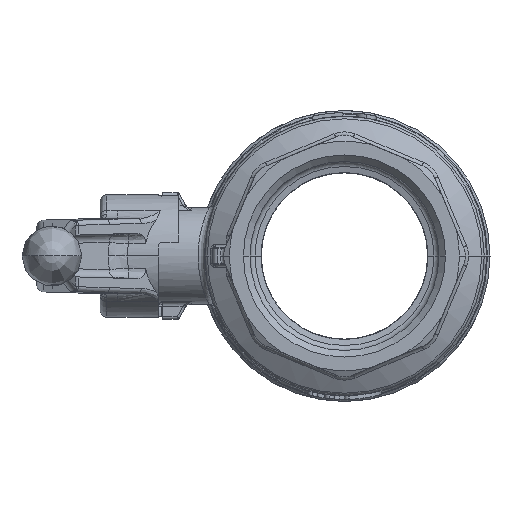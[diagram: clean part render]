
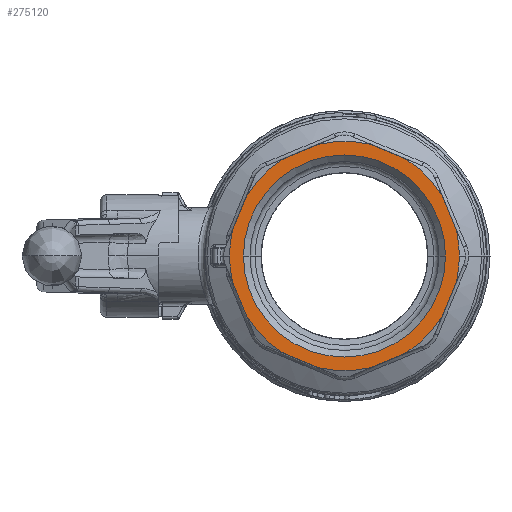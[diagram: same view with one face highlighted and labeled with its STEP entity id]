
A CAD part, left-side view. The second image highlights one B-rep face of the part: STEP entity #275120.
In plain terms, the highlighted planar face has unit normal (-1, 0, 0).
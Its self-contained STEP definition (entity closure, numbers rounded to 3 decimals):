
#265990=CARTESIAN_POINT('',(-64.88,-29.333,-18.162))
;
#266000=VERTEX_POINT('',#265990);
#266030=CARTESIAN_POINT('',(-64.88,-35.825,-2.487))
;
#266040=DIRECTION('',(0.,0.383,
-0.924));
#266050=VECTOR('',#266040,1000.);
#266060=LINE('',#266030,#266050);
#266070=CARTESIAN_POINT('',(-64.88,-33.584,-7.899))
;
#266080=VERTEX_POINT('',#266070);
#266090=EDGE_CURVE('',#266080,#266000,#266060,.T.);
#266760=CARTESIAN_POINT('',(-64.88,-33.584,7.899));
#266770=VERTEX_POINT('',#266760);
#266800=CARTESIAN_POINT('',(-64.88,-27.091,23.573));
#266810=DIRECTION('',(0.,-0.383,
-0.924));
#266820=VECTOR('',#266810,1000.);
#266830=LINE('',#266800,#266820);
#266840=CARTESIAN_POINT('',(-64.88,-29.333,18.162));
#266850=VERTEX_POINT('',#266840);
#266860=EDGE_CURVE('',#266850,#266770,#266830,.T.);
#267490=CARTESIAN_POINT('',(-64.88,-18.162,29.333));
#267500=VERTEX_POINT('',#267490);
#267530=CARTESIAN_POINT('',(-64.88,-2.487,35.825));
#267540=DIRECTION('',(0.,-0.924,
-0.383));
#267550=VECTOR('',#267540,1000.);
#267560=LINE('',#267530,#267550);
#267570=CARTESIAN_POINT('',(-64.88,-7.899,33.584));
#267580=VERTEX_POINT('',#267570);
#267590=EDGE_CURVE('',#267580,#267500,#267560,.T.);
#268380=CARTESIAN_POINT('',(-64.88,7.899,33.584));
#268390=VERTEX_POINT('',#268380);
#268420=CARTESIAN_POINT('',(-64.88,23.573,27.091));
#268430=DIRECTION('',(0.,-0.924,
0.383));
#268440=VECTOR('',#268430,1000.);
#268450=LINE('',#268420,#268440);
#268460=CARTESIAN_POINT('',(-64.88,18.162,29.333));
#268470=VERTEX_POINT('',#268460);
#268480=EDGE_CURVE('',#268470,#268390,#268450,.T.);
#269700=CARTESIAN_POINT('',(-64.88,29.333,18.162));
#269710=VERTEX_POINT('',#269700);
#269740=CARTESIAN_POINT('',(-64.88,35.825,2.487));
#269750=DIRECTION('',(0.,-0.383,
0.924));
#269760=VECTOR('',#269750,1000.);
#269770=LINE('',#269740,#269760);
#269780=CARTESIAN_POINT('',(-64.88,33.584,7.899));
#269790=VERTEX_POINT('',#269780);
#269800=EDGE_CURVE('',#269790,#269710,#269770,.T.);
#271250=CARTESIAN_POINT('',(-64.88,33.584,-7.899));
#271260=VERTEX_POINT('',#271250);
#271290=CARTESIAN_POINT('',(-64.88,27.091,-23.573));
#271300=DIRECTION('',(0.,0.383,
0.924));
#271310=VECTOR('',#271300,1000.);
#271320=LINE('',#271290,#271310);
#271330=CARTESIAN_POINT('',(-64.88,29.333,-18.162));
#271340=VERTEX_POINT('',#271330);
#271350=EDGE_CURVE('',#271340,#271260,#271320,.T.);
#272270=CARTESIAN_POINT('',(-64.88,18.162,-29.333));
#272280=VERTEX_POINT('',#272270);
#272310=CARTESIAN_POINT('',(-64.88,2.487,-35.825));
#272320=DIRECTION('',(0.,0.924,
0.383));
#272330=VECTOR('',#272320,1000.);
#272340=LINE('',#272310,#272330);
#272350=CARTESIAN_POINT('',(-64.88,7.899,-33.584));
#272360=VERTEX_POINT('',#272350);
#272370=EDGE_CURVE('',#272360,#272280,#272340,.T.);
#273380=CARTESIAN_POINT('',(-64.88,-7.899,-33.584))
;
#273390=VERTEX_POINT('',#273380);
#273420=CARTESIAN_POINT('',(-64.88,-23.573,-27.091))
;
#273430=DIRECTION('',(0.,0.924,
-0.383));
#273440=VECTOR('',#273430,1000.);
#273450=LINE('',#273420,#273440);
#273460=CARTESIAN_POINT('',(-64.88,-18.162,-29.333))
;
#273470=VERTEX_POINT('',#273460);
#273480=EDGE_CURVE('',#273470,#273390,#273450,.T.);
#274140=CARTESIAN_POINT('',(-64.88,0.,0.));
#274150=DIRECTION('',(1.,0.,-0.));
#274160=DIRECTION('',(0.,1.,0.));
#274170=AXIS2_PLACEMENT_3D('',#274140,#274150,#274160);
#274180=CIRCLE('',#274170,34.5);
#274190=EDGE_CURVE('',#266000,#273470,#274180,.T.);
#274240=CARTESIAN_POINT('',(-64.88,30.375,0.));
#274250=DIRECTION('',(1.,0.,-0.));
#274260=DIRECTION('',(0.,1.,0.));
#274270=AXIS2_PLACEMENT_3D('',#274240,#274250,#274260);
#274280=PLANE('',#274270);
#274290=CARTESIAN_POINT('',(-64.88,0.,0.));
#274300=DIRECTION('',(1.,0.,-0.));
#274310=DIRECTION('',(0.,1.,0.));
#274320=AXIS2_PLACEMENT_3D('',#274290,#274300,#274310);
#274330=CIRCLE('',#274320,30.375);
#274340=CARTESIAN_POINT('',(-64.88,30.375,0.));
#274350=VERTEX_POINT('',#274340);
#274360=CARTESIAN_POINT('',(-64.88,-30.375,0.));
#274370=VERTEX_POINT('',#274360);
#274380=EDGE_CURVE('',#274350,#274370,#274330,.T.);
#274390=ORIENTED_EDGE('',*,*,#274380,.T.);
#274400=EDGE_CURVE('',#274370,#274350,#274330,.T.);
#274410=ORIENTED_EDGE('',*,*,#274400,.T.);
#274420=EDGE_LOOP('',(#274410,#274390));
#274430=FACE_BOUND('',#274420,.T.);
#274440=ORIENTED_EDGE('',*,*,#268480,.F.);
#274450=CARTESIAN_POINT('',(-64.88,0.,0.));
#274460=DIRECTION('',(1.,0.,-0.));
#274470=DIRECTION('',(0.,1.,0.));
#274480=AXIS2_PLACEMENT_3D('',#274450,#274460,#274470);
#274490=CIRCLE('',#274480,34.5);
#274500=EDGE_CURVE('',#268390,#267580,#274490,.T.);
#274510=ORIENTED_EDGE('',*,*,#274500,.F.);
#274520=ORIENTED_EDGE('',*,*,#267590,.F.);
#274530=CARTESIAN_POINT('',(-64.88,0.,0.));
#274540=DIRECTION('',(1.,0.,-0.));
#274550=DIRECTION('',(0.,1.,0.));
#274560=AXIS2_PLACEMENT_3D('',#274530,#274540,#274550);
#274570=CIRCLE('',#274560,34.5);
#274580=EDGE_CURVE('',#267500,#266850,#274570,.T.);
#274590=ORIENTED_EDGE('',*,*,#274580,.F.);
#274600=ORIENTED_EDGE('',*,*,#266860,.F.);
#274610=CARTESIAN_POINT('',(-64.88,0.,0.));
#274620=DIRECTION('',(1.,0.,-0.));
#274630=DIRECTION('',(0.,1.,0.));
#274640=AXIS2_PLACEMENT_3D('',#274610,#274620,#274630);
#274650=CIRCLE('',#274640,34.5);
#274660=CARTESIAN_POINT('',(-64.88,-34.5,0.));
#274670=VERTEX_POINT('',#274660);
#274680=EDGE_CURVE('',#266770,#274670,#274650,.T.);
#274690=ORIENTED_EDGE('',*,*,#274680,.F.);
#274700=EDGE_CURVE('',#274670,#266080,#274650,.T.);
#274710=ORIENTED_EDGE('',*,*,#274700,.F.);
#274720=ORIENTED_EDGE('',*,*,#266090,.F.);
#274730=ORIENTED_EDGE('',*,*,#274190,.F.);
#274740=ORIENTED_EDGE('',*,*,#273480,.F.);
#274750=CARTESIAN_POINT('',(-64.88,0.,0.));
#274760=DIRECTION('',(1.,0.,-0.));
#274770=DIRECTION('',(0.,1.,0.));
#274780=AXIS2_PLACEMENT_3D('',#274750,#274760,#274770);
#274790=CIRCLE('',#274780,34.5);
#274800=EDGE_CURVE('',#273390,#272360,#274790,.T.);
#274810=ORIENTED_EDGE('',*,*,#274800,.F.);
#274820=ORIENTED_EDGE('',*,*,#272370,.F.);
#274830=CARTESIAN_POINT('',(-64.88,0.,0.));
#274840=DIRECTION('',(1.,0.,-0.));
#274850=DIRECTION('',(0.,1.,0.));
#274860=AXIS2_PLACEMENT_3D('',#274830,#274840,#274850);
#274870=CIRCLE('',#274860,34.5);
#274880=EDGE_CURVE('',#272280,#271340,#274870,.T.);
#274890=ORIENTED_EDGE('',*,*,#274880,.F.);
#274900=ORIENTED_EDGE('',*,*,#271350,.F.);
#274910=CARTESIAN_POINT('',(-64.88,0.,0.));
#274920=DIRECTION('',(1.,0.,-0.));
#274930=DIRECTION('',(0.,1.,0.));
#274940=AXIS2_PLACEMENT_3D('',#274910,#274920,#274930);
#274950=CIRCLE('',#274940,34.5);
#274960=CARTESIAN_POINT('',(-64.88,34.5,0.));
#274970=VERTEX_POINT('',#274960);
#274980=EDGE_CURVE('',#271260,#274970,#274950,.T.);
#274990=ORIENTED_EDGE('',*,*,#274980,.F.);
#275000=EDGE_CURVE('',#274970,#269790,#274950,.T.);
#275010=ORIENTED_EDGE('',*,*,#275000,.F.);
#275020=ORIENTED_EDGE('',*,*,#269800,.F.);
#275030=CARTESIAN_POINT('',(-64.88,0.,0.));
#275040=DIRECTION('',(1.,0.,-0.));
#275050=DIRECTION('',(0.,1.,0.));
#275060=AXIS2_PLACEMENT_3D('',#275030,#275040,#275050);
#275070=CIRCLE('',#275060,34.5);
#275080=EDGE_CURVE('',#269710,#268470,#275070,.T.);
#275090=ORIENTED_EDGE('',*,*,#275080,.F.);
#275100=EDGE_LOOP('',(#275090,#275020,#275010,#274990,#274900,#274890,
#274820,#274810,#274740,#274730,#274720,#274710,#274690,#274600,#274590,
#274520,#274510,#274440));
#275110=FACE_OUTER_BOUND('',#275100,.T.);
#275120=ADVANCED_FACE('',(#274430,#275110),#274280,.F.);
